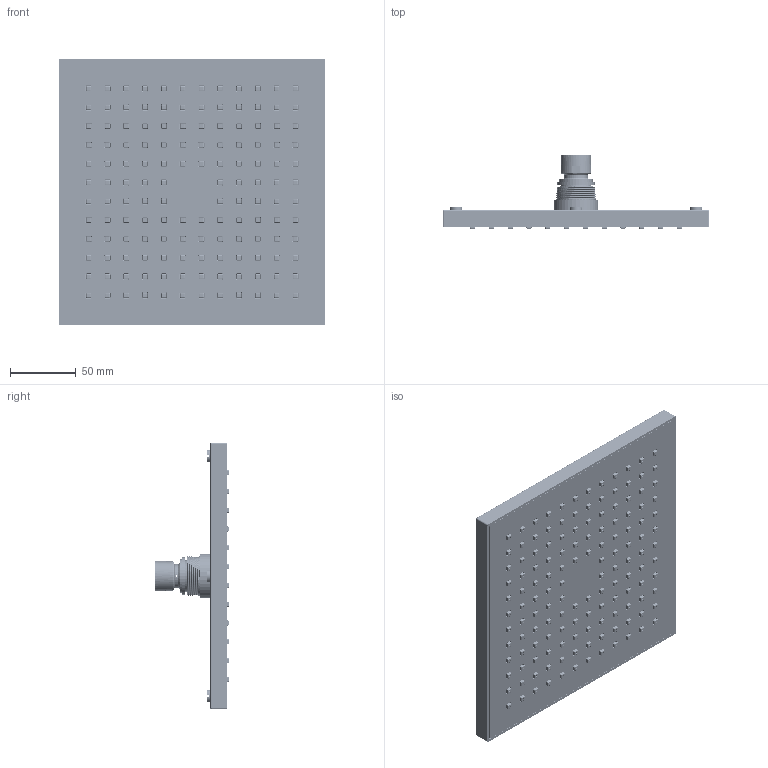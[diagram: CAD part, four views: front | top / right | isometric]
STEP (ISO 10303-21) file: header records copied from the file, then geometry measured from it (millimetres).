
FILE_DESCRIPTION((''),'2;1');
FILE_NAME('P22002','2024-12-05T15:54:41',('10114277'),(''),'CREO PARAMETRIC BY PTC INC, 2022162','CREO PARAMETRIC BY PTC INC, 2022162','');
FILE_SCHEMA(('CONFIG_CONTROL_DESIGN'));
Products named in the file (1): P22002
Bounding box: 202 x 56.4 x 202 mm (x, y, z)
Volume: 328074.8 mm3; surface area: 287662.8 mm2
Topology: 3 solids, 3 shells, 8086 faces, 19586 edges, 12006 vertices
Faces by surface type: plane 3841, cylinder 2462, torus 852, sphere 572, cone 340, bspline 19
Entity records: 238045 total; most frequent: CARTESIAN_POINT 44891, DIRECTION 41280, ORIENTED_EDGE 39172, EDGE_CURVE 19586, AXIS2_PLACEMENT_3D 14298, VECTOR 12684, LINE 12684, VERTEX_POINT 12006
